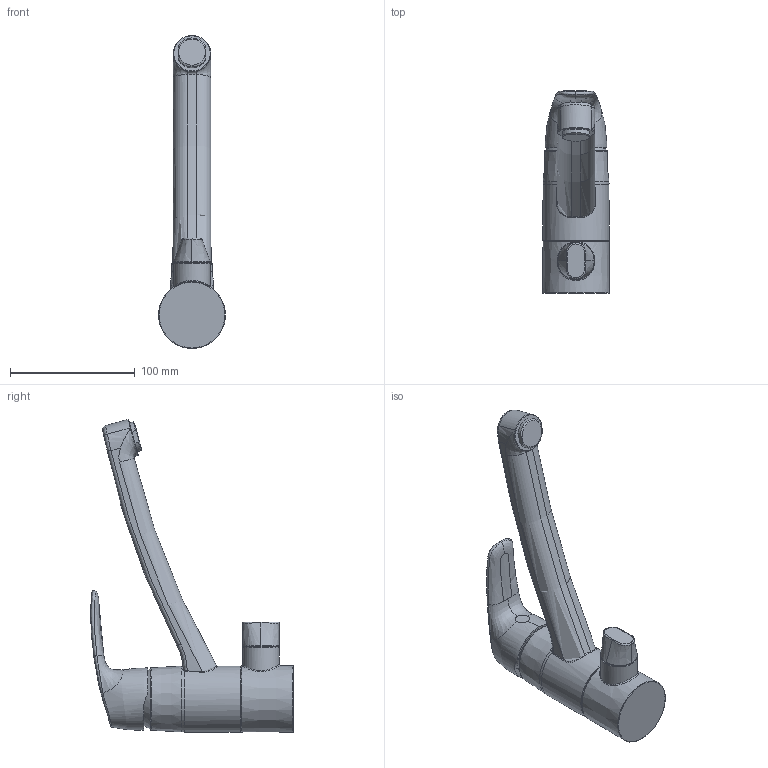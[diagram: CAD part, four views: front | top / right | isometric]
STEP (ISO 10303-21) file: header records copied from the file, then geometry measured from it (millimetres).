
FILE_DESCRIPTION (( 'STEP AP203' ), '1' );
FILE_NAME ('1035(2017)+1035F(2017)+1035F-104+1035F-105(2017)+(2017)+45202283.STEP', '2017-03-09T05:41:03', ( '' ), ( '' ), 'SwSTEP 2.0', 'SolidWorks 2016', '' );
FILE_SCHEMA (( 'CONFIG_CONTROL_DESIGN' ));
Length unit declared in the file: millimetre
Products named in the file (1): 1035(2017)+1035F(2017)+1035F-104+1035F-105(2017)+(2017)+45202283
Bounding box: 53.72 x 162.75 x 251.25 mm (x, y, z)
Volume: 471047.3 mm3; surface area: 54972 mm2
Topology: 1 solids, 1 shells, 105 faces, 256 edges, 157 vertices
Faces by surface type: bspline 59, plane 15, torus 15, cylinder 13, cone 3
Full cylindrical faces by diameter (mm): 26.5 x1, 29.5 x1, 52.207 x1, 53 x1
Entity records: 14655 total; most frequent: CARTESIAN_POINT 12779, ORIENTED_EDGE 456, EDGE_CURVE 228, DIRECTION 210, B_SPLINE_CURVE_WITH_KNOTS 154, VERTEX_POINT 144, EDGE_LOOP 124, FACE_OUTER_BOUND 117
